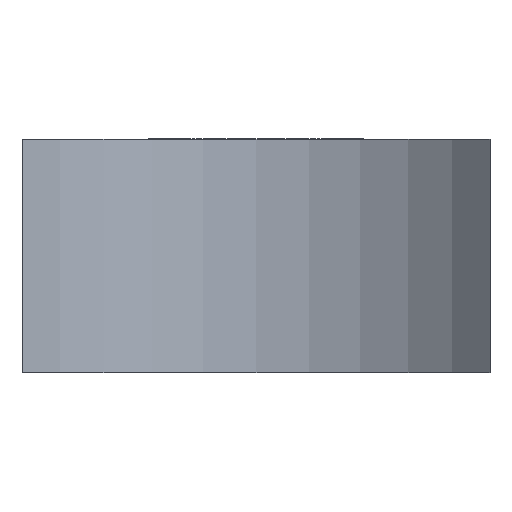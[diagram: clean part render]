
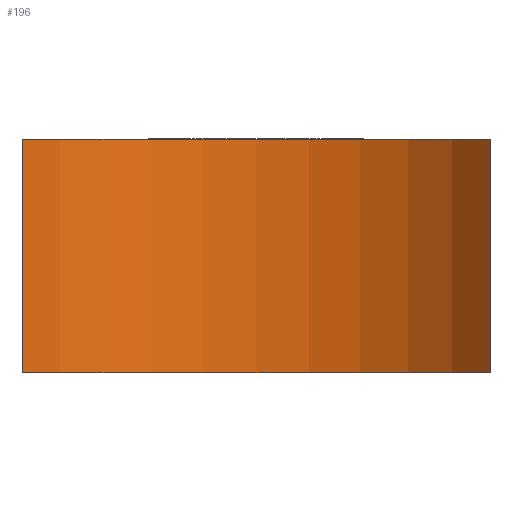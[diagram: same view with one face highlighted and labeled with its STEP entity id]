
A CAD part, front view. The second image highlights one B-rep face of the part: STEP entity #196.
In plain terms, the highlighted cylindrical face has radius 20 mm (diameter 40 mm), a partial arc.
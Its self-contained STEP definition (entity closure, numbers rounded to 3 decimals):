
#21 = VERTEX_POINT ( 'NONE', #268 ) ;
#25 = FACE_OUTER_BOUND ( 'NONE', #97, .T. ) ;
#36 = CARTESIAN_POINT ( 'NONE',  ( 0., 0., 15. ) ) ;
#55 = CARTESIAN_POINT ( 'NONE',  ( 30., 0., 15. ) ) ;
#66 = EDGE_CURVE ( 'NONE', #21, #152, #181, .T. ) ;
#75 = CIRCLE ( 'NONE', #238, 20. ) ;
#77 = EDGE_CURVE ( 'NONE', #364, #152, #147, .T. ) ;
#81 = EDGE_CURVE ( 'NONE', #122, #21, #327, .T. ) ;
#85 = CARTESIAN_POINT ( 'NONE',  ( 15., -13.229, 0. ) ) ;
#97 = EDGE_LOOP ( 'NONE', ( #249, #371, #198, #280 ) ) ;
#98 = DIRECTION ( 'NONE',  ( -1., 0., 0. ) ) ;
#122 = VERTEX_POINT ( 'NONE', #245 ) ;
#147 = LINE ( 'NONE', #55, #174 ) ;
#152 = VERTEX_POINT ( 'NONE', #191 ) ;
#174 = VECTOR ( 'NONE', #216, 1000. ) ;
#175 = AXIS2_PLACEMENT_3D ( 'NONE', #85, #293, #241 ) ;
#181 = CIRCLE ( 'NONE', #175, 20. ) ;
#183 = EDGE_CURVE ( 'NONE', #122, #364, #75, .T. ) ;
#191 = CARTESIAN_POINT ( 'NONE',  ( 30., 0., 0. ) ) ;
#192 = DIRECTION ( 'NONE',  ( 0., 0., -1. ) ) ;
#194 = AXIS2_PLACEMENT_3D ( 'NONE', #359, #192, #98 ) ;
#196 = ADVANCED_FACE ( 'NONE', ( #25 ), #243, .F. ) ;
#198 = ORIENTED_EDGE ( 'NONE', *, *, #183, .F. ) ;
#216 = DIRECTION ( 'NONE',  ( 0., 0., -1. ) ) ;
#221 = CARTESIAN_POINT ( 'NONE',  ( 30., 0., 15. ) ) ;
#238 = AXIS2_PLACEMENT_3D ( 'NONE', #277, #253, #276 ) ;
#241 = DIRECTION ( 'NONE',  ( -1., 0., 0. ) ) ;
#243 = CYLINDRICAL_SURFACE ( 'NONE', #194, 20. ) ;
#245 = CARTESIAN_POINT ( 'NONE',  ( 0., 0., 15. ) ) ;
#249 = ORIENTED_EDGE ( 'NONE', *, *, #66, .T. ) ;
#253 = DIRECTION ( 'NONE',  ( 0., 0., -1. ) ) ;
#268 = CARTESIAN_POINT ( 'NONE',  ( 0., 0., 0. ) ) ;
#271 = DIRECTION ( 'NONE',  ( 0., 0., -1. ) ) ;
#276 = DIRECTION ( 'NONE',  ( -1., 0., 0. ) ) ;
#277 = CARTESIAN_POINT ( 'NONE',  ( 15., -13.229, 15. ) ) ;
#280 = ORIENTED_EDGE ( 'NONE', *, *, #81, .T. ) ;
#293 = DIRECTION ( 'NONE',  ( 0., 0., -1. ) ) ;
#327 = LINE ( 'NONE', #36, #357 ) ;
#357 = VECTOR ( 'NONE', #271, 1000. ) ;
#359 = CARTESIAN_POINT ( 'NONE',  ( 15., -13.229, 15. ) ) ;
#364 = VERTEX_POINT ( 'NONE', #221 ) ;
#371 = ORIENTED_EDGE ( 'NONE', *, *, #77, .F. ) ;
